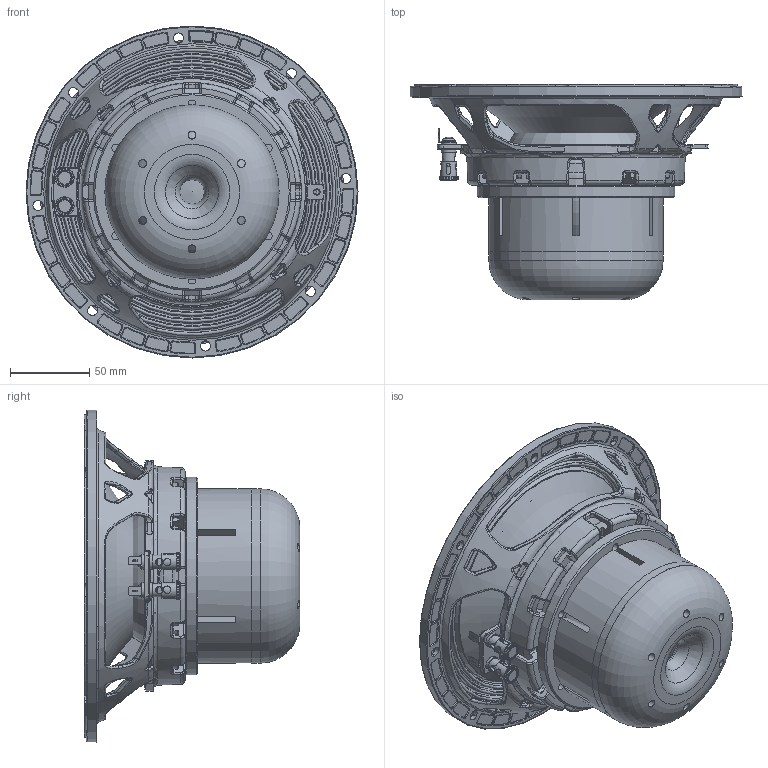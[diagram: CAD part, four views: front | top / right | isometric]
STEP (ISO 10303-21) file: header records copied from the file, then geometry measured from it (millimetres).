
FILE_DESCRIPTION (( 'STEP AP203' ), '1' );
FILE_NAME ('424A 3D.STEP', '2023-05-17T12:12:42', ( '' ), ( '' ), 'SwSTEP 2.0', 'SolidWorks 2020', '' );
FILE_SCHEMA (( 'CONFIG_CONTROL_DESIGN' ));
Length unit declared in the file: millimetre
Products named in the file (1): 424A 3D
Bounding box: 209.97 x 136.3 x 209.97 mm (x, y, z)
Surface area: 316054.8 mm2 (no closed solid volume)
Topology: 0 solids, 28 shells, 1229 faces, 4164 edges, 2795 vertices
Faces by surface type: cylinder 331, torus 305, plane 247, bspline 241, cone 105
Full cylindrical faces by diameter (mm): 2 x4, 4 x1, 4.7 x4, 5 x12, 8 x2, 8.4 x2, 8.5 x2, 9 x2, 9.5 x4, 10 x4, 12 x2, 15.3 x1, 78.4 x1, 110.2 x2, 125 x1, 134.34 x1, 192.539 x1
Entity records: 67866 total; most frequent: CARTESIAN_POINT 34763, DIRECTION 6745, ORIENTED_EDGE 6555, EDGE_CURVE 3977, AXIS2_PLACEMENT_3D 2796, VERTEX_POINT 2744, CIRCLE 1807, EDGE_LOOP 1499
